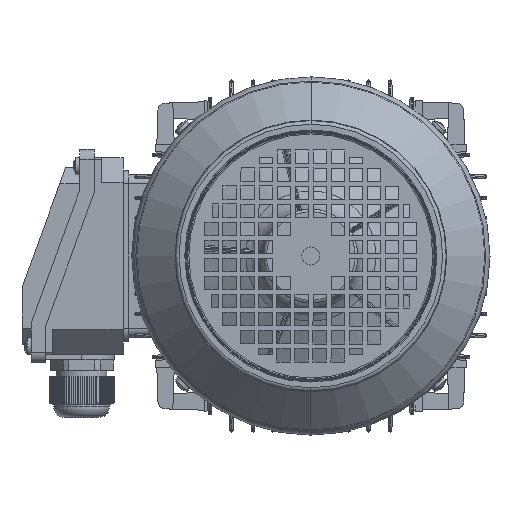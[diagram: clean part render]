
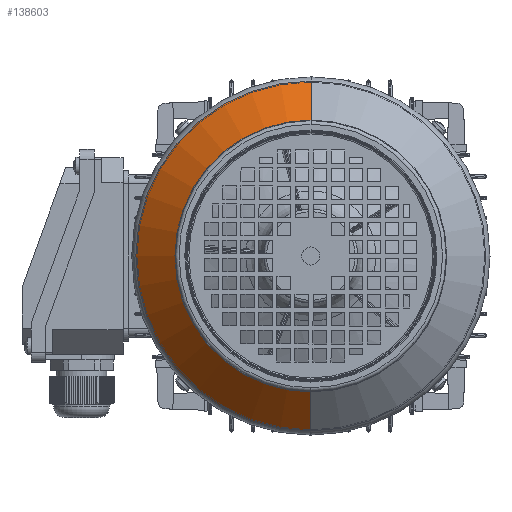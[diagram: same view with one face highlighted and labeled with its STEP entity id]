
A CAD part, left-side view. The second image highlights one B-rep face of the part: STEP entity #138603.
In plain terms, the highlighted conical face has half-angle 45 degrees and reference radius 75.293 mm.
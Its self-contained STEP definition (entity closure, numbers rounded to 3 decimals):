
#74472 = CARTESIAN_POINT ( 'NONE',  ( 70.093, 0., 96.907 ) ) ;
#74608 = CARTESIAN_POINT ( 'NONE',  ( 70.093, 0., -96.907 ) ) ;
#114963 = DIRECTION ( 'NONE',  ( -0.707, 0., -0.707 ) ) ;
#114964 = VECTOR ( 'NONE', #114963, 1000. ) ;
#114966 = CARTESIAN_POINT ( 'NONE',  ( 91.707, 0., -75.293 ) ) ;
#114968 = LINE ( 'NONE', #114966, #114964 ) ;
#115083 = DIRECTION ( 'NONE',  ( 0., 0., 1. ) ) ;
#115085 = DIRECTION ( 'NONE',  ( -1., 0., 0. ) ) ;
#115086 = CARTESIAN_POINT ( 'NONE',  ( 70.093, 0., 0. ) ) ;
#115088 = AXIS2_PLACEMENT_3D ( 'NONE', #115086, #115085, #115083 ) ;
#115090 = CIRCLE ( 'NONE', #115088, 96.907 ) ;
#115277 = CARTESIAN_POINT ( 'NONE',  ( 91.707, 0., 0. ) ) ;
#115282 = CONICAL_SURFACE ( 'NONE', #115415, 75.293, 0.785 ) ;
#115283 = FACE_OUTER_BOUND ( 'NONE', #138605, .T. ) ;
#115381 = CARTESIAN_POINT ( 'NONE',  ( 91.707, 0., -75.293 ) ) ;
#115382 = CARTESIAN_POINT ( 'NONE',  ( 91.707, 0., 75.293 ) ) ;
#115383 = DIRECTION ( 'NONE',  ( 0., 0., 1. ) ) ;
#115385 = DIRECTION ( 'NONE',  ( -1., 0., 0. ) ) ;
#115386 = AXIS2_PLACEMENT_3D ( 'NONE', #115398, #115385, #115383 ) ;
#115388 = CIRCLE ( 'NONE', #115386, 75.293 ) ;
#115398 = CARTESIAN_POINT ( 'NONE',  ( 91.707, 0., 0. ) ) ;
#115411 = DIRECTION ( 'NONE',  ( 0., 0., 1. ) ) ;
#115413 = DIRECTION ( 'NONE',  ( -1., 0., 0. ) ) ;
#115415 = AXIS2_PLACEMENT_3D ( 'NONE', #115277, #115413, #115411 ) ;
#115559 = DIRECTION ( 'NONE',  ( -0.707, 0., 0.707 ) ) ;
#115560 = VECTOR ( 'NONE', #115559, 1000. ) ;
#115562 = CARTESIAN_POINT ( 'NONE',  ( 91.707, 0., 75.293 ) ) ;
#115564 = LINE ( 'NONE', #115562, #115560 ) ;
#127739 = VERTEX_POINT ( 'NONE', #74472 ) ;
#127941 = VERTEX_POINT ( 'NONE', #74608 ) ;
#138485 = ORIENTED_EDGE ( 'NONE', *, *, #138487, .T. ) ;
#138487 = EDGE_CURVE ( 'NONE', #138611, #127941, #114968, .T. ) ;
#138495 = ORIENTED_EDGE ( 'NONE', *, *, #138546, .F. ) ;
#138546 = EDGE_CURVE ( 'NONE', #127739, #127941, #115090, .T. ) ;
#138603 = ADVANCED_FACE ( 'NONE', ( #115283 ), #115282, .T. ) ;
#138605 = EDGE_LOOP ( 'NONE', ( #138607, #138485, #138495, #138650 ) ) ;
#138607 = ORIENTED_EDGE ( 'NONE', *, *, #138609, .T. ) ;
#138609 = EDGE_CURVE ( 'NONE', #138610, #138611, #115388, .T. ) ;
#138610 = VERTEX_POINT ( 'NONE', #115382 ) ;
#138611 = VERTEX_POINT ( 'NONE', #115381 ) ;
#138650 = ORIENTED_EDGE ( 'NONE', *, *, #138652, .F. ) ;
#138652 = EDGE_CURVE ( 'NONE', #138610, #127739, #115564, .T. ) ;
